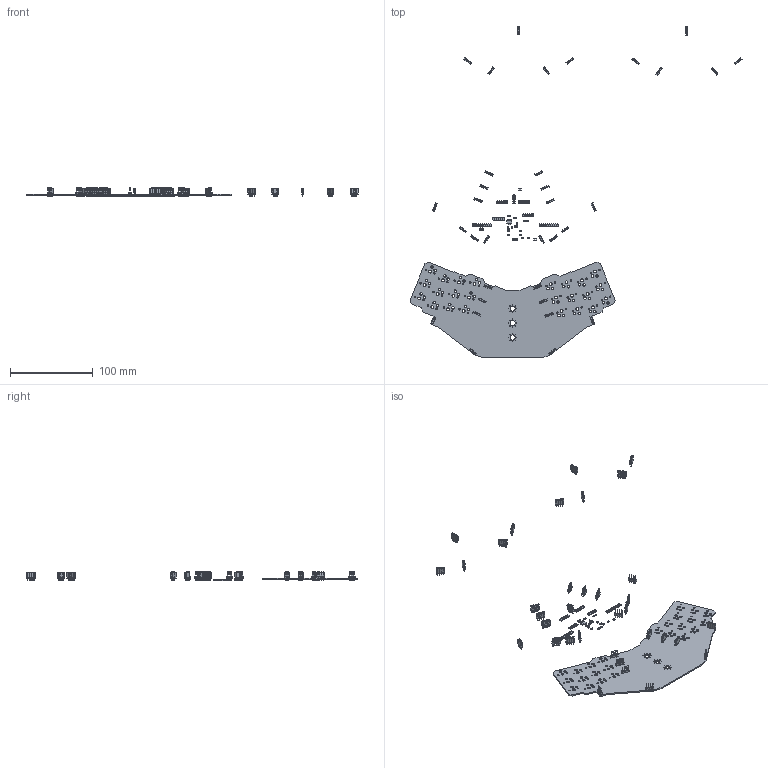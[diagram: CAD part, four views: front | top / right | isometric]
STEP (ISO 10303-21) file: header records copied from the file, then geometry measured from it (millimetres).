
FILE_DESCRIPTION(('KiCad electronic assembly'),'2;1');
FILE_NAME('ThumbsUp.step','2024-12-20T19:49:52',('An Author'),( 'A Company'),'Open CASCADE STEP processor 6.9', 'KiCad to STEP converter','Unknown');
FILE_SCHEMA(('AUTOMOTIVE_DESIGN { 1 0 10303 214 1 1 1 1 }'));
Length unit declared in the file: millimetre
Products named in the file (14): Open CASCADE STEP translator 6.9 1; D_SOD-123; SOLID; PinSocket_1x04_P2.54mm_Vertical; PinHeader_1x04_P2.54mm_Vertical; R_0805_2012Metric; C_0805_2012Metric; SOT-223; COMPOUND
Assembly tree (114 placements, depth 3):
  Open CASCADE STEP translator 6.9 1
    D_SOD-123  x46
      SOLID
    PinSocket_1x04_P2.54mm_Vertical  x20
      SOLID
    PinHeader_1x04_P2.54mm_Vertical  x15
      SOLID
    R_0805_2012Metric  x9
      SOLID
    C_0805_2012Metric  x16
      SOLID
    SOT-223
      SOLID
    COMPOUND
Bounding box: 401.66 x 400.98 x 11.94 mm (x, y, z)
Volume: 33399.1 mm3; surface area: 49291.6 mm2
Topology: 108 solids, 108 shells, 8259 faces, 20295 edges, 12690 vertices
Faces by surface type: plane 6212, bspline 1212, cylinder 835
Full cylindrical faces by diameter (mm): 0.6 x24, 1 x40, 1.702 x48, 3 x48, 3.429 x24, 6.4 x3
Entity records: 48719 total; most frequent: CARTESIAN_POINT 7800, DIRECTION 7127, LINE 4299, VECTOR 4299, ORIENTED_EDGE 3566, PCURVE 3566, DEFINITIONAL_REPRESENTATION 3566, EDGE_CURVE 1783
